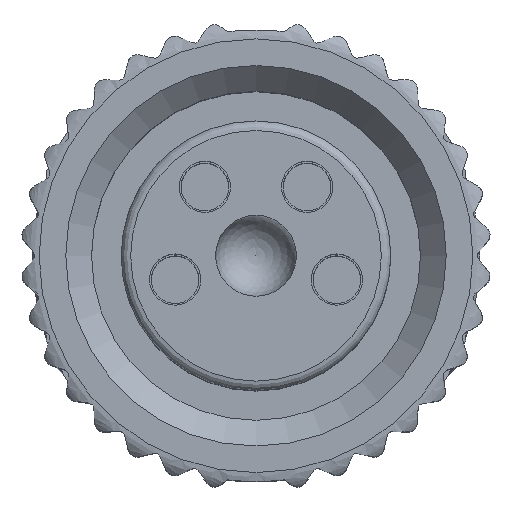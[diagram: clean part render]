
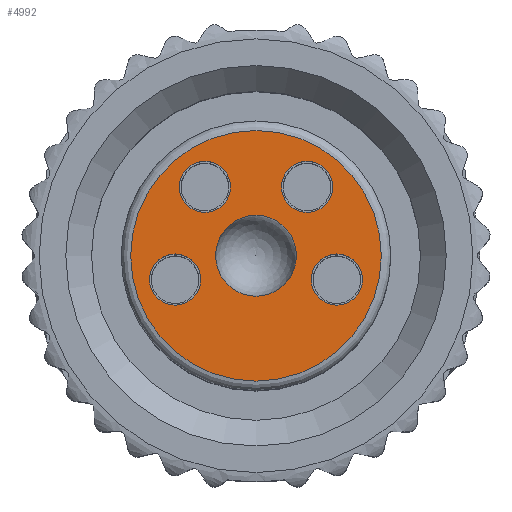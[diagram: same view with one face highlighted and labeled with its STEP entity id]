
A CAD part, top view. The second image highlights one B-rep face of the part: STEP entity #4992.
In plain terms, the highlighted planar face has unit normal (0, 0, 1).
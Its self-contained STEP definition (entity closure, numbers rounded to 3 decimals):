
#260=PLANE('',#5319);
#396=CIRCLE('',#5318,2.635);
#397=CIRCLE('',#5320,0.85);
#398=CIRCLE('',#5321,0.538);
#399=CIRCLE('',#5322,0.538);
#400=CIRCLE('',#5323,0.538);
#401=CIRCLE('',#5324,0.538);
#1373=ORIENTED_EDGE('',*,*,#1942,.T.);
#1374=ORIENTED_EDGE('',*,*,#1943,.T.);
#1375=ORIENTED_EDGE('',*,*,#1944,.T.);
#1376=ORIENTED_EDGE('',*,*,#1945,.T.);
#1377=ORIENTED_EDGE('',*,*,#1946,.T.);
#1378=ORIENTED_EDGE('',*,*,#1941,.F.);
#1941=EDGE_CURVE('',#2290,#2290,#396,.T.);
#1942=EDGE_CURVE('',#2291,#2291,#397,.T.);
#1943=EDGE_CURVE('',#2292,#2292,#398,.T.);
#1944=EDGE_CURVE('',#2293,#2293,#399,.T.);
#1945=EDGE_CURVE('',#2294,#2294,#400,.T.);
#1946=EDGE_CURVE('',#2295,#2295,#401,.T.);
#2290=VERTEX_POINT('',#7787);
#2291=VERTEX_POINT('',#7790);
#2292=VERTEX_POINT('',#7792);
#2293=VERTEX_POINT('',#7794);
#2294=VERTEX_POINT('',#7796);
#2295=VERTEX_POINT('',#7798);
#2987=EDGE_LOOP('',(#1373));
#2988=EDGE_LOOP('',(#1374));
#2989=EDGE_LOOP('',(#1375));
#2990=EDGE_LOOP('',(#1376));
#2991=EDGE_LOOP('',(#1377));
#2992=EDGE_LOOP('',(#1378));
#3231=FACE_BOUND('',#2987,.T.);
#3232=FACE_BOUND('',#2988,.T.);
#3233=FACE_BOUND('',#2989,.T.);
#3234=FACE_BOUND('',#2990,.T.);
#3235=FACE_BOUND('',#2991,.T.);
#3236=FACE_BOUND('',#2992,.T.);
#4992=ADVANCED_FACE('',(#3231,#3232,#3233,#3234,#3235,#3236),#260,.T.);
#5318=AXIS2_PLACEMENT_3D('',#7786,#6191,#6192);
#5319=AXIS2_PLACEMENT_3D('',#7788,#6193,#6194);
#5320=AXIS2_PLACEMENT_3D('',#7789,#6195,#6196);
#5321=AXIS2_PLACEMENT_3D('',#7791,#6197,#6198);
#5322=AXIS2_PLACEMENT_3D('',#7793,#6199,#6200);
#5323=AXIS2_PLACEMENT_3D('',#7795,#6201,#6202);
#5324=AXIS2_PLACEMENT_3D('',#7797,#6203,#6204);
#6191=DIRECTION('',(0.,0.,-1.));
#6192=DIRECTION('',(-1.,0.,0.));
#6193=DIRECTION('',(0.,0.,1.));
#6194=DIRECTION('',(1.,0.,0.));
#6195=DIRECTION('',(0.,0.,-1.));
#6196=DIRECTION('',(-1.,0.,0.));
#6197=DIRECTION('',(0.,0.,-1.));
#6198=DIRECTION('',(-1.,0.,0.));
#6199=DIRECTION('',(0.,0.,-1.));
#6200=DIRECTION('',(-1.,0.,0.));
#6201=DIRECTION('',(0.,0.,-1.));
#6202=DIRECTION('',(-1.,0.,0.));
#6203=DIRECTION('',(0.,0.,-1.));
#6204=DIRECTION('',(-1.,0.,0.));
#7786=CARTESIAN_POINT('',(0.,0.,-0.45));
#7787=CARTESIAN_POINT('',(-2.635,0.,-0.45));
#7788=CARTESIAN_POINT('',(0.,2.635,-0.45));
#7789=CARTESIAN_POINT('',(0.,0.,-0.45));
#7790=CARTESIAN_POINT('',(-0.85,0.,-0.45));
#7791=CARTESIAN_POINT('',(-1.7,-0.5,-0.45));
#7792=CARTESIAN_POINT('',(-2.238,-0.5,-0.45));
#7793=CARTESIAN_POINT('',(-1.075,1.45,-0.45));
#7794=CARTESIAN_POINT('',(-1.613,1.45,-0.45));
#7795=CARTESIAN_POINT('',(1.075,1.45,-0.45));
#7796=CARTESIAN_POINT('',(0.538,1.45,-0.45));
#7797=CARTESIAN_POINT('',(1.7,-0.5,-0.45));
#7798=CARTESIAN_POINT('',(1.163,-0.5,-0.45));
